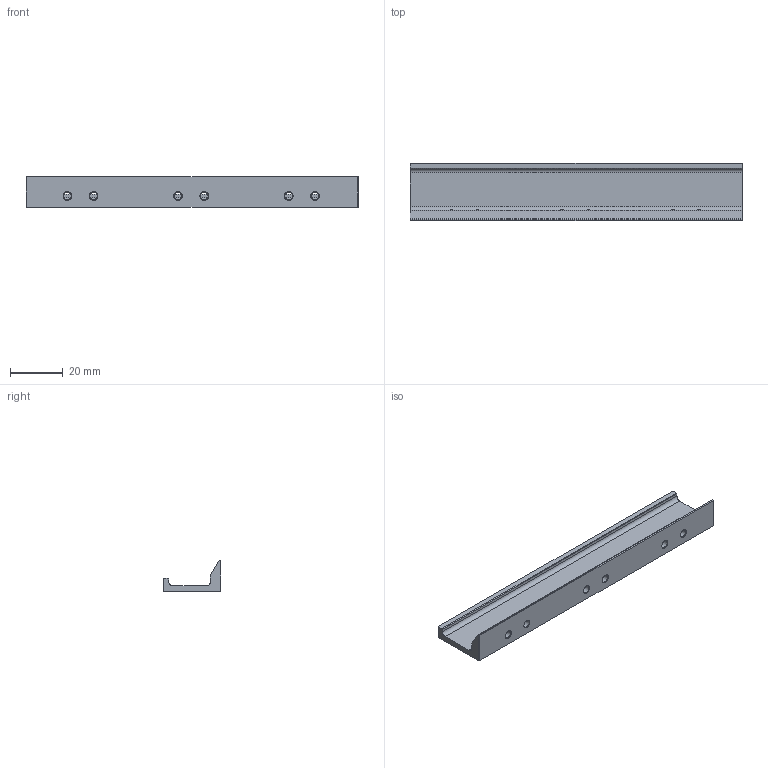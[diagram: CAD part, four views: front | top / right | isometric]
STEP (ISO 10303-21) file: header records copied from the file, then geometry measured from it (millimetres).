
FILE_DESCRIPTION(('FreeCAD Model'),'2;1');
FILE_NAME('Open CASCADE Shape Model','2023-04-30T21:30:33',(''),(''), 'Open CASCADE STEP processor 7.6','FreeCAD','Unknown');
FILE_SCHEMA(('AUTOMOTIVE_DESIGN { 1 0 10303 214 1 1 1 1 }'));
Length unit declared in the file: millimetre
Products named in the file (1): spacer
Bounding box: 126 x 22 x 11.7 mm (x, y, z)
Volume: 10514.1 mm3; surface area: 9014.8 mm2
Topology: 1 solids, 1 shells, 32 faces, 102 edges, 66 vertices
Faces by surface type: plane 14, cylinder 12, cone 6
Full cylindrical faces by diameter (mm): 2.9 x6
Entity records: 3324 total; most frequent: CARTESIAN_POINT 1281, DIRECTION 382, LINE 222, VECTOR 222, ORIENTED_EDGE 204, PCURVE 204, DEFINITIONAL_REPRESENTATION 204, EDGE_CURVE 102
